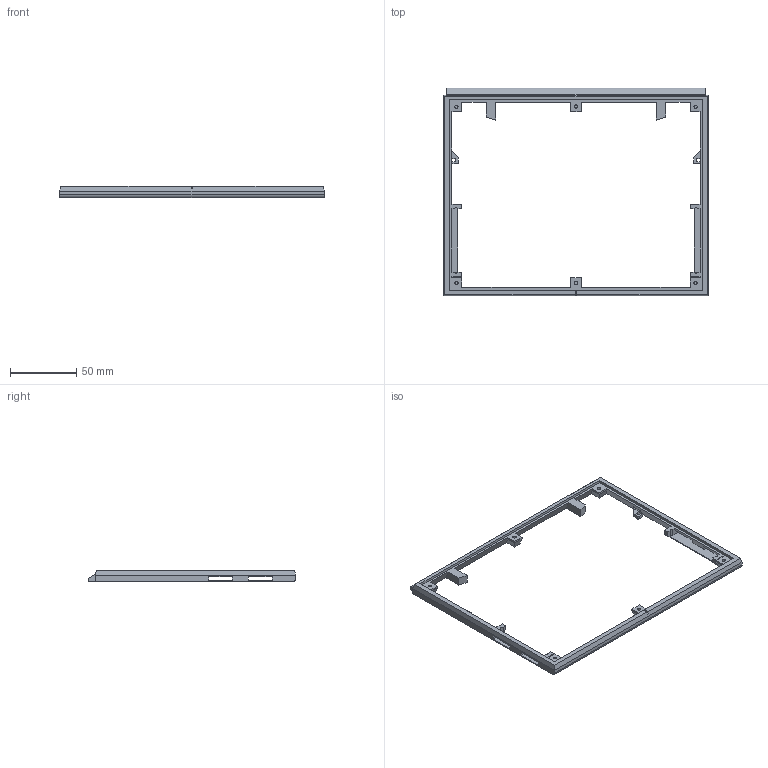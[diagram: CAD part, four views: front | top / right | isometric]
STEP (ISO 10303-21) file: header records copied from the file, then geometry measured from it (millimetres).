
FILE_DESCRIPTION (( 'STEP AP203' ), '1' );
FILE_NAME ('Tapa.STEP', '2022-01-19T13:09:27', ( '' ), ( '' ), 'SwSTEP 2.0', 'SolidWorks 2016', '' );
FILE_SCHEMA (( 'CONFIG_CONTROL_DESIGN' ));
Length unit declared in the file: millimetre
Products named in the file (1): Tapa
Bounding box: 199.6 x 156.6 x 8.39 mm (x, y, z)
Volume: 32915.4 mm3; surface area: 23398.3 mm2
Topology: 1 solids, 1 shells, 167 faces, 466 edges, 304 vertices
Faces by surface type: plane 127, cylinder 40
Entity records: 5383 total; most frequent: CARTESIAN_POINT 980, ORIENTED_EDGE 932, DIRECTION 854, EDGE_CURVE 466, VECTOR 386, LINE 386, VERTEX_POINT 304, AXIS2_PLACEMENT_3D 234
